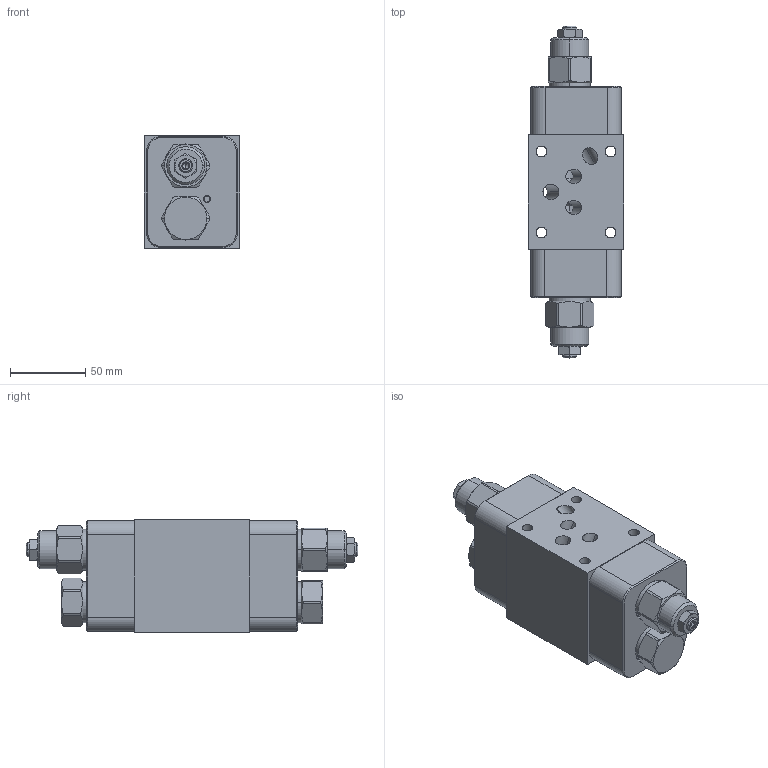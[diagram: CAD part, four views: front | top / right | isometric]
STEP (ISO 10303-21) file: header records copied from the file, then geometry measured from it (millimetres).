
FILE_DESCRIPTION((''),'2;1');
FILE_NAME('YCEVLHNAA_ASM','2021-08-09T',('ProEService'),(''),'PRO/ENGINEER BY PARAMETRIC TECHNOLOGY CORPORATION, 2014200','PRO/ENGINEER BY PARAMETRIC TECHNOLOGY CORPORATION, 2014200','');
FILE_SCHEMA(('CONFIG_CONTROL_DESIGN'));
Length unit declared in the file: inch
Products named in the file (7): 151-651; CXFCXAN; CBEALHN; 850-004-188; 500-001-014; 700-001; YCEVLHNAA_ASM
Assembly tree (9 placements, depth 2):
  YCEVLHNAA_ASM
    151-651
    CXFCXAN  x2
    CBEALHN  x2
    850-004-188  x2
    500-001-014
    700-001
Bounding box: 63.5 x 220.95 x 74.63 mm (x, y, z)
Volume: 641759 mm3; surface area: 124540.4 mm2
Topology: 19 solids, 23 shells, 817 faces, 2305 edges, 1755 vertices
Faces by surface type: cylinder 304, cone 183, plane 170, torus 96, revolution 48, sphere 16
Entity records: 22105 total; most frequent: CARTESIAN_POINT 7719, DIRECTION 3080, ORIENTED_EDGE 2416, EDGE_CURVE 1208, AXIS2_PLACEMENT_3D 1105, VECTOR 846, LINE 846, VERTEX_POINT 735
